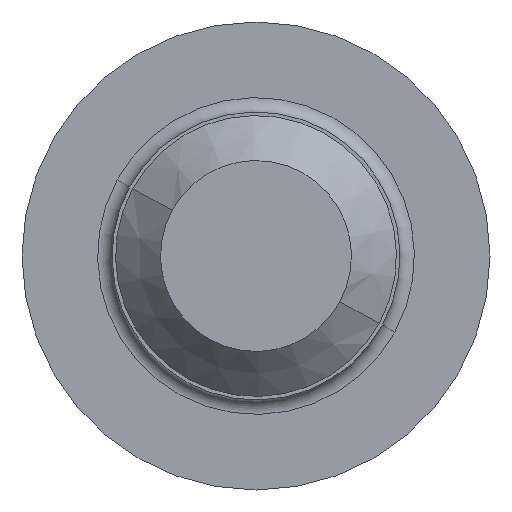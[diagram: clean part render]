
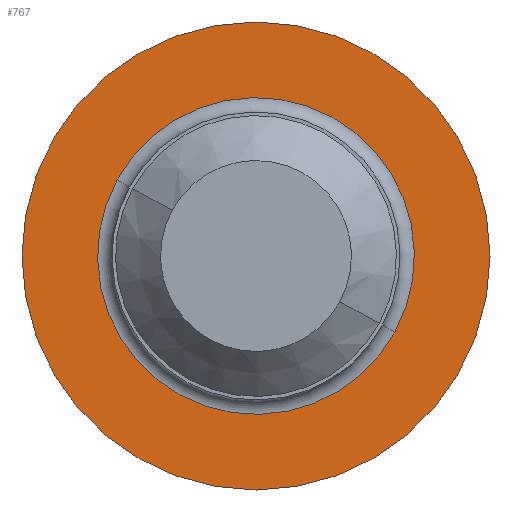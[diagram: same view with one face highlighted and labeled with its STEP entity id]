
A CAD part, left-side view. The second image highlights one B-rep face of the part: STEP entity #767.
In plain terms, the highlighted planar face has unit normal (-1, 0, 0).
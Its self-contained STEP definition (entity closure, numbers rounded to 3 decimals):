
#103=CARTESIAN_POINT('Vertex',(0.,6.5,0.)) ;
#108=CARTESIAN_POINT('Axis2P3D Location',(0.,0.,0.)) ;
#112=CARTESIAN_POINT('Vertex',(0.,-6.5,0.)) ;
#134=CARTESIAN_POINT('Axis2P3D Location',(0.,0.,0.)) ;
#740=CARTESIAN_POINT('Axis2P3D Location',(0.,0.,0.)) ;
#749=CARTESIAN_POINT('Axis2P3D Location',(0.,0.,0.)) ;
#753=CARTESIAN_POINT('Vertex',(0.,3.861,2.109)) ;
#755=CARTESIAN_POINT('Vertex',(0.,-3.861,-2.109)) ;
#758=CARTESIAN_POINT('Axis2P3D Location',(0.,0.,0.)) ;
#109=DIRECTION('Axis2P3D Direction',(1.,0.,0.)) ;
#135=DIRECTION('Axis2P3D Direction',(1.,0.,0.)) ;
#741=DIRECTION('Axis2P3D Direction',(1.,0.,0.)) ;
#742=DIRECTION('Axis2P3D XDirection',(0.,1.,0.)) ;
#750=DIRECTION('Axis2P3D Direction',(1.,0.,0.)) ;
#759=DIRECTION('Axis2P3D Direction',(1.,0.,0.)) ;
#110=AXIS2_PLACEMENT_3D('Circle Axis2P3D',#108,#109,$) ;
#136=AXIS2_PLACEMENT_3D('Circle Axis2P3D',#134,#135,$) ;
#743=AXIS2_PLACEMENT_3D('Plane Axis2P3D',#740,#741,#742) ;
#751=AXIS2_PLACEMENT_3D('Circle Axis2P3D',#749,#750,$) ;
#760=AXIS2_PLACEMENT_3D('Circle Axis2P3D',#758,#759,$) ;
#746=ORIENTED_EDGE('',*,*,#138,.F.) ;
#747=ORIENTED_EDGE('',*,*,#114,.F.) ;
#764=ORIENTED_EDGE('',*,*,#757,.F.) ;
#765=ORIENTED_EDGE('',*,*,#762,.F.) ;
#766=FACE_BOUND('',#763,.T.) ;
#767=ADVANCED_FACE('PartBody',(#748,#766),#744,.F.) ;
#111=CIRCLE('generated circle',#110,6.5) ;
#137=CIRCLE('generated circle',#136,6.5) ;
#752=CIRCLE('generated circle',#751,4.4) ;
#761=CIRCLE('generated circle',#760,4.4) ;
#114=EDGE_CURVE('',#104,#113,#111,.T.) ;
#138=EDGE_CURVE('',#113,#104,#137,.T.) ;
#757=EDGE_CURVE('',#754,#756,#752,.F.) ;
#762=EDGE_CURVE('',#756,#754,#761,.F.) ;
#745=EDGE_LOOP('',(#746,#747)) ;
#763=EDGE_LOOP('',(#764,#765)) ;
#748=FACE_OUTER_BOUND('',#745,.T.) ;
#744=PLANE('',#743) ;
#104=VERTEX_POINT('',#103) ;
#113=VERTEX_POINT('',#112) ;
#754=VERTEX_POINT('',#753) ;
#756=VERTEX_POINT('',#755) ;
